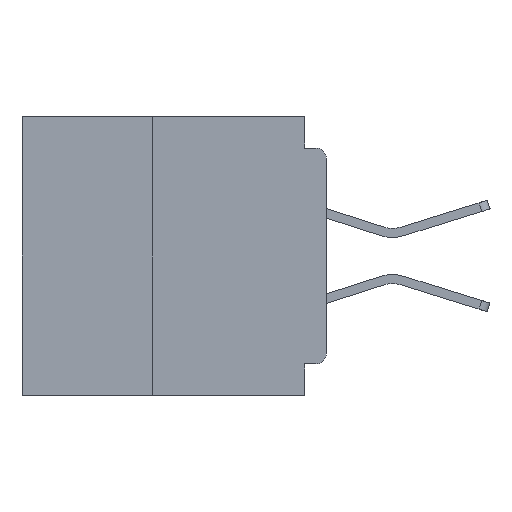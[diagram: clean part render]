
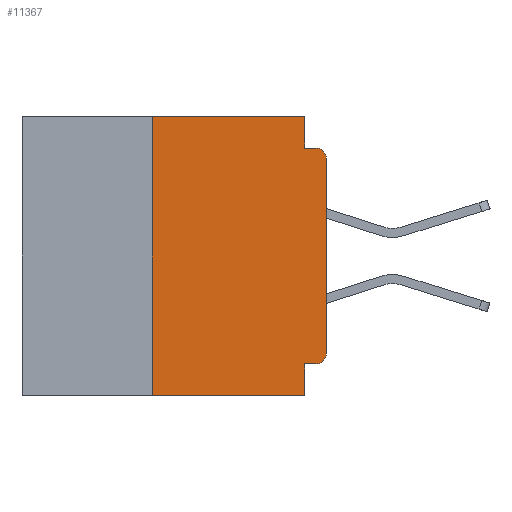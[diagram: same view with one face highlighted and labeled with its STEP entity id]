
A CAD part, left-side view. The second image highlights one B-rep face of the part: STEP entity #11367.
In plain terms, the highlighted planar face has unit normal (-1, 0, 0).
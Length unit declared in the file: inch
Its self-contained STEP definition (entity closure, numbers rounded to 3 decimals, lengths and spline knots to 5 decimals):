
#119 = VERTEX_POINT ( 'NONE', #37929 ) ;
#922 = DIRECTION ( 'NONE',  ( 0., 1., 0. ) ) ;
#1004 = EDGE_CURVE ( 'NONE', #32990, #27714, #46612, .T. ) ;
#1116 = VERTEX_POINT ( 'NONE', #5781 ) ;
#1239 = CARTESIAN_POINT ( 'NONE',  ( 0., 0., 0. ) ) ;
#1273 = EDGE_CURVE ( 'NONE', #1116, #40134, #47166, .T. ) ;
#1469 = ORIENTED_EDGE ( 'NONE', *, *, #28586, .F. ) ;
#1740 = DIRECTION ( 'NONE',  ( 0., -1., 0. ) ) ;
#3475 = CARTESIAN_POINT ( 'NONE',  ( 0., 0.031, -0.4 ) ) ;
#3932 = CARTESIAN_POINT ( 'NONE',  ( 0., 0., -0.34 ) ) ;
#4978 = DIRECTION ( 'NONE',  ( 0., 0., 1. ) ) ;
#5142 = CARTESIAN_POINT ( 'NONE',  ( 0., 0.437, -0.4 ) ) ;
#5597 = CARTESIAN_POINT ( 'NONE',  ( 0., 0.015, -0.045 ) ) ;
#5781 = CARTESIAN_POINT ( 'NONE',  ( 0., 0., -0.06 ) ) ;
#7161 = CARTESIAN_POINT ( 'NONE',  ( 0., 0.031, 0. ) ) ;
#7949 = VERTEX_POINT ( 'NONE', #3475 ) ;
#8573 = AXIS2_PLACEMENT_3D ( 'NONE', #24031, #35143, #12959 ) ;
#8612 = LINE ( 'NONE', #7161, #26058 ) ;
#9038 = ORIENTED_EDGE ( 'NONE', *, *, #38401, .T. ) ;
#10866 = CARTESIAN_POINT ( 'NONE',  ( 0., 0.015, -0.355 ) ) ;
#11367 = ADVANCED_FACE ( 'NONE', ( #37078 ), #45978, .F. ) ;
#12612 = CARTESIAN_POINT ( 'NONE',  ( 0., 0.437, 0. ) ) ;
#12707 = VECTOR ( 'NONE', #4978, 39.37008 ) ;
#12719 = DIRECTION ( 'NONE',  ( 0., -1., 0. ) ) ;
#12812 = CARTESIAN_POINT ( 'NONE',  ( 0., 0., -0.045 ) ) ;
#12959 = DIRECTION ( 'NONE',  ( 0., 0., -1. ) ) ;
#13790 = VECTOR ( 'NONE', #18740, 39.37008 ) ;
#14635 = LINE ( 'NONE', #12812, #33209 ) ;
#15623 = DIRECTION ( 'NONE',  ( -1., 0., 0. ) ) ;
#17134 = VECTOR ( 'NONE', #922, 39.37008 ) ;
#17600 = EDGE_CURVE ( 'NONE', #27714, #37683, #8612, .T. ) ;
#17877 = VECTOR ( 'NONE', #33117, 39.37008 ) ;
#17882 = EDGE_CURVE ( 'NONE', #25400, #1116, #31811, .T. ) ;
#18292 = LINE ( 'NONE', #30649, #17134 ) ;
#18575 = CARTESIAN_POINT ( 'NONE',  ( 0., 0.031, 0. ) ) ;
#18740 = DIRECTION ( 'NONE',  ( 0., 0., 1. ) ) ;
#19270 = ORIENTED_EDGE ( 'NONE', *, *, #47566, .F. ) ;
#20262 = CARTESIAN_POINT ( 'NONE',  ( 0., 0.031, -0.355 ) ) ;
#20419 = CIRCLE ( 'NONE', #44006, 0.015 ) ;
#20519 = DIRECTION ( 'NONE',  ( -1., 0., 0. ) ) ;
#21006 = CARTESIAN_POINT ( 'NONE',  ( 0., 0.25, 0. ) ) ;
#21261 = EDGE_CURVE ( 'NONE', #32222, #7949, #37534, .T. ) ;
#22101 = VECTOR ( 'NONE', #38509, 39.37008 ) ;
#22466 = ORIENTED_EDGE ( 'NONE', *, *, #33226, .F. ) ;
#24031 = CARTESIAN_POINT ( 'NONE',  ( 0., 0.437, 0. ) ) ;
#24577 = ORIENTED_EDGE ( 'NONE', *, *, #43656, .T. ) ;
#24799 = ORIENTED_EDGE ( 'NONE', *, *, #17882, .T. ) ;
#25400 = VERTEX_POINT ( 'NONE', #3932 ) ;
#26058 = VECTOR ( 'NONE', #29410, 39.37008 ) ;
#27170 = VECTOR ( 'NONE', #12719, 39.37008 ) ;
#27714 = VERTEX_POINT ( 'NONE', #18575 ) ;
#28586 = EDGE_CURVE ( 'NONE', #37683, #40134, #14635, .T. ) ;
#28795 = ORIENTED_EDGE ( 'NONE', *, *, #1273, .T. ) ;
#29400 = CARTESIAN_POINT ( 'NONE',  ( 0., 0.031, -0.4 ) ) ;
#29410 = DIRECTION ( 'NONE',  ( 0., 0., -1. ) ) ;
#30649 = CARTESIAN_POINT ( 'NONE',  ( 0., 0., -0.355 ) ) ;
#31811 = LINE ( 'NONE', #1239, #12707 ) ;
#32222 = VERTEX_POINT ( 'NONE', #20262 ) ;
#32326 = EDGE_LOOP ( 'NONE', ( #24799, #28795, #1469, #34788, #38024, #22466, #24577, #34579, #19270, #9038 ) ) ;
#32990 = VERTEX_POINT ( 'NONE', #21006 ) ;
#33117 = DIRECTION ( 'NONE',  ( 0., 0., -1. ) ) ;
#33139 = LINE ( 'NONE', #5142, #22101 ) ;
#33209 = VECTOR ( 'NONE', #1740, 39.37008 ) ;
#33226 = EDGE_CURVE ( 'NONE', #119, #32990, #33522, .T. ) ;
#33376 = CARTESIAN_POINT ( 'NONE',  ( 0., 0.031, -0.045 ) ) ;
#33522 = LINE ( 'NONE', #44458, #13790 ) ;
#34091 = VERTEX_POINT ( 'NONE', #10866 ) ;
#34579 = ORIENTED_EDGE ( 'NONE', *, *, #21261, .F. ) ;
#34788 = ORIENTED_EDGE ( 'NONE', *, *, #17600, .F. ) ;
#35143 = DIRECTION ( 'NONE',  ( 1., 0., 0. ) ) ;
#37078 = FACE_OUTER_BOUND ( 'NONE', #32326, .T. ) ;
#37534 = LINE ( 'NONE', #29400, #17877 ) ;
#37683 = VERTEX_POINT ( 'NONE', #33376 ) ;
#37761 = CARTESIAN_POINT ( 'NONE',  ( 0., 0.015, -0.34 ) ) ;
#37929 = CARTESIAN_POINT ( 'NONE',  ( 0., 0.25, -0.4 ) ) ;
#38024 = ORIENTED_EDGE ( 'NONE', *, *, #1004, .F. ) ;
#38401 = EDGE_CURVE ( 'NONE', #34091, #25400, #20419, .T. ) ;
#38509 = DIRECTION ( 'NONE',  ( 0., -1., 0. ) ) ;
#39585 = AXIS2_PLACEMENT_3D ( 'NONE', #42568, #20519, #46228 ) ;
#40134 = VERTEX_POINT ( 'NONE', #5597 ) ;
#41430 = DIRECTION ( 'NONE',  ( 0., 0., -1. ) ) ;
#42568 = CARTESIAN_POINT ( 'NONE',  ( 0., 0.015, -0.06 ) ) ;
#43656 = EDGE_CURVE ( 'NONE', #119, #7949, #33139, .T. ) ;
#44006 = AXIS2_PLACEMENT_3D ( 'NONE', #37761, #15623, #41430 ) ;
#44458 = CARTESIAN_POINT ( 'NONE',  ( 0., 0.25, -0.4 ) ) ;
#45978 = PLANE ( 'NONE',  #8573 ) ;
#46228 = DIRECTION ( 'NONE',  ( 0., 0., -1. ) ) ;
#46612 = LINE ( 'NONE', #12612, #27170 ) ;
#47166 = CIRCLE ( 'NONE', #39585, 0.015 ) ;
#47566 = EDGE_CURVE ( 'NONE', #34091, #32222, #18292, .T. ) ;
